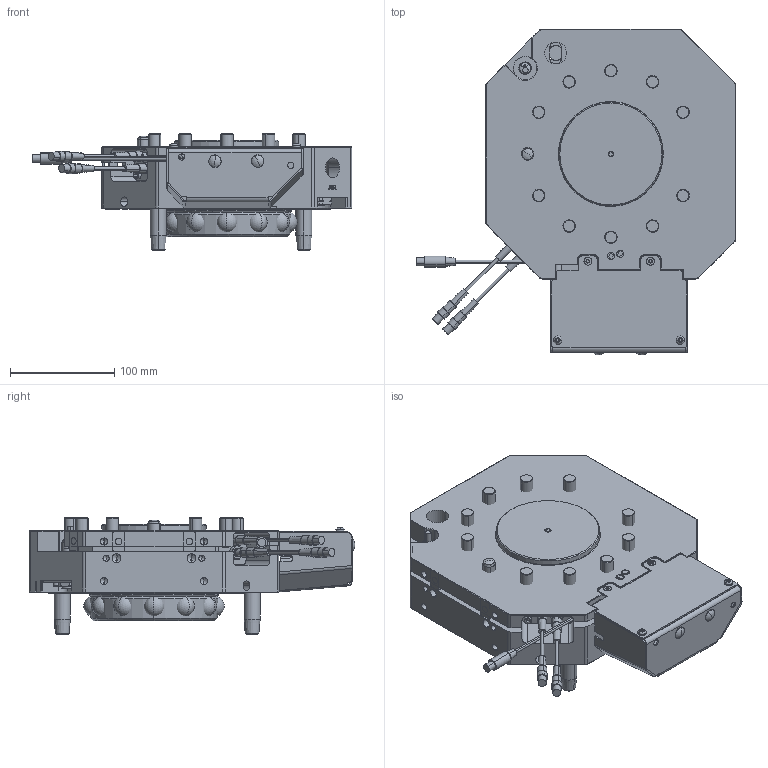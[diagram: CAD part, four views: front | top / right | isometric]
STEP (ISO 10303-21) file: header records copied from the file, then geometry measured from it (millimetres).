
FILE_DESCRIPTION (( 'STEP AP214' ), '1' );
FILE_NAME ('P7830.STEP', '2023-09-18T14:22:58', ( '' ), ( '' ), 'SwSTEP 2.0', 'SolidWorks 2021', '' );
FILE_SCHEMA (( 'AUTOMOTIVE_DESIGN' ));
Length unit declared in the file: millimetre
Products named in the file (1): P7830
Bounding box: 307 x 313.01 x 111.75 mm (x, y, z)
Volume: 3384308 mm3; surface area: 501870.9 mm2
Topology: 76 solids, 79 shells, 2353 faces, 5717 edges, 3605 vertices
Faces by surface type: plane 993, cylinder 738, cone 354, bspline 118, torus 116, sphere 34
Entity records: 101468 total; most frequent: CARTESIAN_POINT 19744, DIRECTION 11587, ORIENTED_EDGE 11190, EDGE_CURVE 5595, AXIS2_PLACEMENT_3D 4236, VERTEX_POINT 3568, VECTOR 3115, LINE 3115
